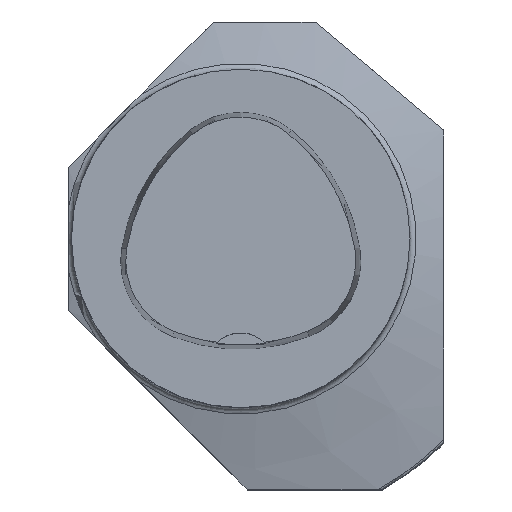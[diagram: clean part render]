
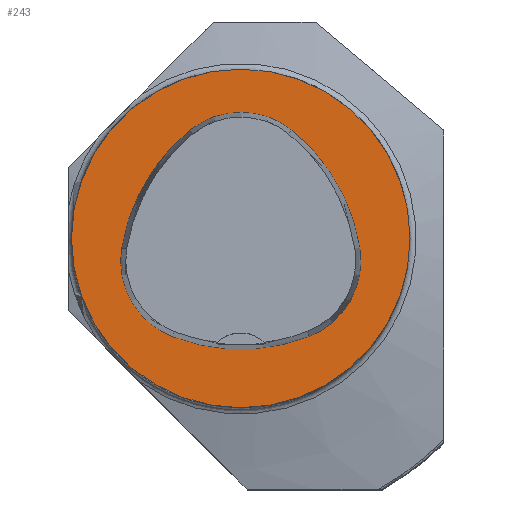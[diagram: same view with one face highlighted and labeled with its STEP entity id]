
A CAD part, top view. The second image highlights one B-rep face of the part: STEP entity #243.
In plain terms, the highlighted planar face has unit normal (0, 0, 1).
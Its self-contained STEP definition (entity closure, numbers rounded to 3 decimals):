
#101=FACE_BOUND('',#466,.T.);
#102=FACE_BOUND('',#467,.T.);
#144=CIRCLE('',#1497,25.);
#159=CIRCLE('',#1554,28.);
#161=CIRCLE('',#1557,12.);
#163=CIRCLE('',#1560,28.);
#165=CIRCLE('',#1563,12.);
#169=CIRCLE('',#1568,28.);
#171=CIRCLE('',#1571,12.);
#243=ADVANCED_FACE('',(#101,#102),#302,.T.);
#302=PLANE('',#1576);
#466=EDGE_LOOP('',(#838,#839,#840,#841,#842,#843));
#467=EDGE_LOOP('',(#844));
#838=ORIENTED_EDGE('',*,*,#1203,.T.);
#839=ORIENTED_EDGE('',*,*,#1183,.T.);
#840=ORIENTED_EDGE('',*,*,#1187,.T.);
#841=ORIENTED_EDGE('',*,*,#1190,.T.);
#842=ORIENTED_EDGE('',*,*,#1193,.T.);
#843=ORIENTED_EDGE('',*,*,#1201,.T.);
#844=ORIENTED_EDGE('',*,*,#1117,.F.);
#972=VERTEX_POINT('',#2280);
#1009=VERTEX_POINT('',#2473);
#1010=VERTEX_POINT('',#2474);
#1013=VERTEX_POINT('',#2482);
#1015=VERTEX_POINT('',#2488);
#1017=VERTEX_POINT('',#2494);
#1024=VERTEX_POINT('',#2515);
#1117=EDGE_CURVE('',#972,#972,#144,.T.);
#1183=EDGE_CURVE('',#1009,#1010,#159,.T.);
#1187=EDGE_CURVE('',#1010,#1013,#161,.T.);
#1190=EDGE_CURVE('',#1013,#1015,#163,.T.);
#1193=EDGE_CURVE('',#1015,#1017,#165,.T.);
#1201=EDGE_CURVE('',#1017,#1024,#169,.T.);
#1203=EDGE_CURVE('',#1024,#1009,#171,.T.);
#1497=AXIS2_PLACEMENT_3D('',#2279,#1748,#1749);
#1554=AXIS2_PLACEMENT_3D('',#2472,#1902,#1903);
#1557=AXIS2_PLACEMENT_3D('',#2481,#1910,#1911);
#1560=AXIS2_PLACEMENT_3D('',#2487,#1917,#1918);
#1563=AXIS2_PLACEMENT_3D('',#2493,#1924,#1925);
#1568=AXIS2_PLACEMENT_3D('',#2516,#1936,#1937);
#1571=AXIS2_PLACEMENT_3D('',#2519,#1942,#1943);
#1576=AXIS2_PLACEMENT_3D('',#2524,#1952,#1953);
#1748=DIRECTION('',(0.,0.,-1.));
#1749=DIRECTION('',(-1.,0.,0.));
#1902=DIRECTION('',(0.,0.,-1.));
#1903=DIRECTION('',(-1.,0.,0.));
#1910=DIRECTION('',(0.,0.,-1.));
#1911=DIRECTION('',(-1.,0.,0.));
#1917=DIRECTION('',(0.,0.,-1.));
#1918=DIRECTION('',(-1.,0.,0.));
#1924=DIRECTION('',(0.,0.,-1.));
#1925=DIRECTION('',(-1.,0.,0.));
#1936=DIRECTION('',(0.,0.,-1.));
#1937=DIRECTION('',(-1.,0.,0.));
#1942=DIRECTION('',(0.,0.,-1.));
#1943=DIRECTION('',(-1.,0.,0.));
#1952=DIRECTION('',(0.,0.,1.));
#1953=DIRECTION('',(1.,0.,0.));
#2279=CARTESIAN_POINT('',(0.,0.,0.));
#2280=CARTESIAN_POINT('',(-25.,0.,0.));
#2472=CARTESIAN_POINT('',(10.068,-5.824,0.));
#2473=CARTESIAN_POINT('',(-17.584,-1.424,0.));
#2474=CARTESIAN_POINT('',(-7.531,15.953,0.));
#2481=CARTESIAN_POINT('',(0.011,6.62,0.));
#2482=CARTESIAN_POINT('',(7.567,15.942,0.));
#2487=CARTESIAN_POINT('',(-10.063,-5.81,0.));
#2488=CARTESIAN_POINT('',(17.59,-1.418,0.));
#2493=CARTESIAN_POINT('',(5.739,-3.3,0.));
#2494=CARTESIAN_POINT('',(10.05,-14.499,0.));
#2515=CARTESIAN_POINT('',(-10.025,-14.516,0.));
#2516=CARTESIAN_POINT('',(-0.01,11.631,0.));
#2519=CARTESIAN_POINT('',(-5.733,-3.31,0.));
#2524=CARTESIAN_POINT('',(0.,0.,0.));
